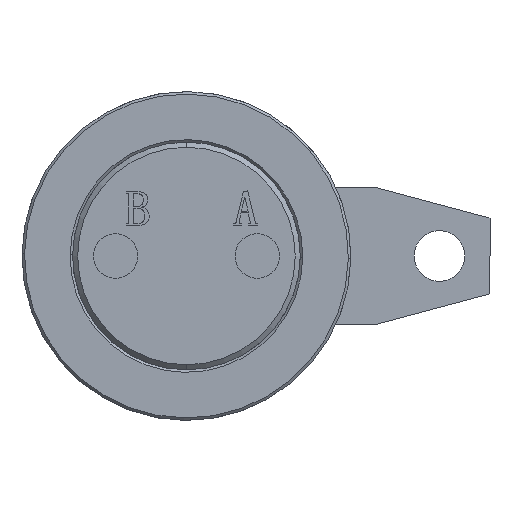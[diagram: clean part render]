
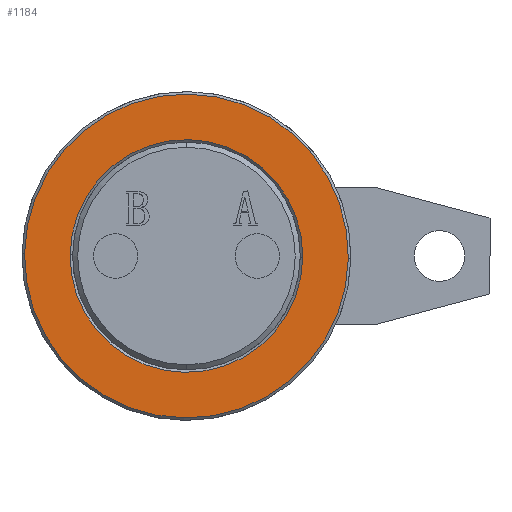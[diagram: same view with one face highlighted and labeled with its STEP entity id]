
A CAD part, front view. The second image highlights one B-rep face of the part: STEP entity #1184.
In plain terms, the highlighted face is planar.
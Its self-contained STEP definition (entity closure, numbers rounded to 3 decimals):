
#231 = VERTEX_POINT ( 'NONE', #4037 ) ;
#236 = VERTEX_POINT ( 'NONE', #4190 ) ;
#251 = VERTEX_POINT ( 'NONE', #4328 ) ;
#297 = VERTEX_POINT ( 'NONE', #4059 ) ;
#315 = EDGE_CURVE ( 'NONE', #251, #297, #2273, .T. ) ;
#320 = EDGE_CURVE ( 'NONE', #231, #236, #2625, .T. ) ;
#336 = EDGE_CURVE ( 'NONE', #236, #231, #2203, .T. ) ;
#337 = EDGE_CURVE ( 'NONE', #297, #251, #2392, .T. ) ;
#545 = EDGE_LOOP ( 'NONE', ( #2612, #2534 ) ) ;
#578 = EDGE_LOOP ( 'NONE', ( #2348, #2469 ) ) ;
#1064 = AXIS2_PLACEMENT_3D ( 'NONE', #4076, #4085, #4086 ) ;
#1065 = AXIS2_PLACEMENT_3D ( 'NONE', #4322, #3941, #3885 ) ;
#1071 = AXIS2_PLACEMENT_3D ( 'NONE', #4256, #4267, #4272 ) ;
#1074 = AXIS2_PLACEMENT_3D ( 'NONE', #4243, #4359, #4226 ) ;
#1134 = FACE_OUTER_BOUND ( 'NONE', #545, .T. ) ;
#1184 = ADVANCED_FACE ( 'NONE', ( #1294, #1134 ), #1960, .T. ) ;
#1294 = FACE_BOUND ( 'NONE', #578, .T. ) ;
#1942 = DIRECTION ( 'NONE',  ( 1., 0., 0. ) ) ;
#1944 = DIRECTION ( 'NONE',  ( 0., 0., 1. ) ) ;
#1960 = PLANE ( 'NONE',  #2680 ) ;
#1963 = CARTESIAN_POINT ( 'NONE',  ( 0., 0., 10. ) ) ;
#2203 = CIRCLE ( 'NONE', #1065, 23. ) ;
#2273 = CIRCLE ( 'NONE', #1074, 32. ) ;
#2348 = ORIENTED_EDGE ( 'NONE', *, *, #320, .T. ) ;
#2392 = CIRCLE ( 'NONE', #1064, 32. ) ;
#2469 = ORIENTED_EDGE ( 'NONE', *, *, #336, .T. ) ;
#2534 = ORIENTED_EDGE ( 'NONE', *, *, #315, .T. ) ;
#2612 = ORIENTED_EDGE ( 'NONE', *, *, #337, .T. ) ;
#2625 = CIRCLE ( 'NONE', #1071, 23. ) ;
#2680 = AXIS2_PLACEMENT_3D ( 'NONE', #1963, #1944, #1942 ) ;
#3885 = DIRECTION ( 'NONE',  ( 1., 0., 0. ) ) ;
#3941 = DIRECTION ( 'NONE',  ( 0., 0., -1. ) ) ;
#4037 = CARTESIAN_POINT ( 'NONE',  ( 23., 0., 10. ) ) ;
#4059 = CARTESIAN_POINT ( 'NONE',  ( -32., 0., 10. ) ) ;
#4076 = CARTESIAN_POINT ( 'NONE',  ( 0., 0., 10. ) ) ;
#4085 = DIRECTION ( 'NONE',  ( 0., 0., 1. ) ) ;
#4086 = DIRECTION ( 'NONE',  ( 1., 0., 0. ) ) ;
#4190 = CARTESIAN_POINT ( 'NONE',  ( -23., 0., 10. ) ) ;
#4226 = DIRECTION ( 'NONE',  ( 1., 0., 0. ) ) ;
#4243 = CARTESIAN_POINT ( 'NONE',  ( 0., 0., 10. ) ) ;
#4256 = CARTESIAN_POINT ( 'NONE',  ( 0., 0., 10. ) ) ;
#4267 = DIRECTION ( 'NONE',  ( 0., 0., -1. ) ) ;
#4272 = DIRECTION ( 'NONE',  ( 1., 0., 0. ) ) ;
#4322 = CARTESIAN_POINT ( 'NONE',  ( 0., 0., 10. ) ) ;
#4328 = CARTESIAN_POINT ( 'NONE',  ( 32., 0., 10. ) ) ;
#4359 = DIRECTION ( 'NONE',  ( 0., 0., 1. ) ) ;
